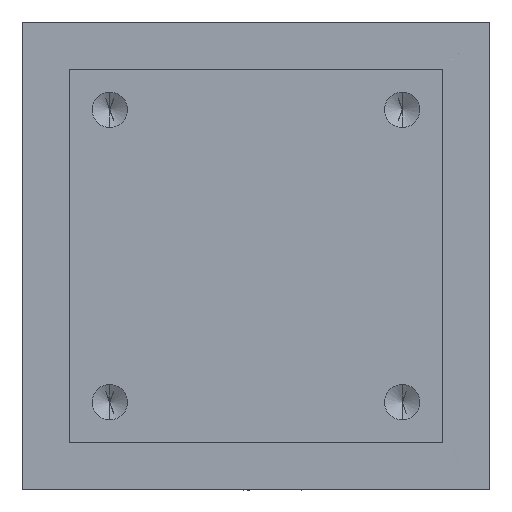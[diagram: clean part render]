
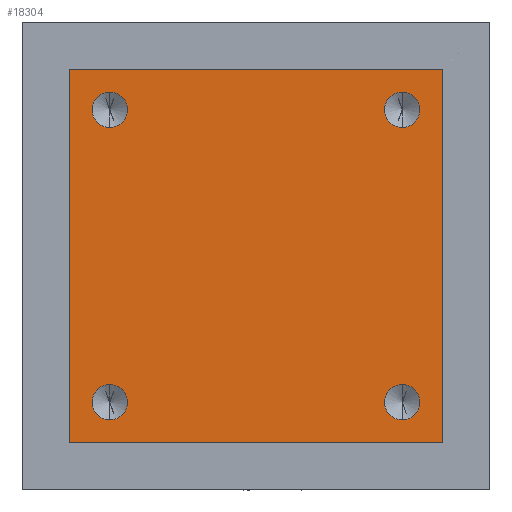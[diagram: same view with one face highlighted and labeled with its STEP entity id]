
A CAD part, front view. The second image highlights one B-rep face of the part: STEP entity #18304.
In plain terms, the highlighted planar face has unit normal (0, -1, 0).
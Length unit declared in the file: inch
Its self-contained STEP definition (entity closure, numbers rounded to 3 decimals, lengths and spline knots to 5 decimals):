
#473 = CIRCLE ( 'NONE', #21215, 0.068 ) ;
#479 = VERTEX_POINT ( 'NONE', #8785 ) ;
#1554 = ORIENTED_EDGE ( 'NONE', *, *, #17199, .F. ) ;
#1648 = AXIS2_PLACEMENT_3D ( 'NONE', #29046, #14773, #23651 ) ;
#1688 = FACE_OUTER_BOUND ( 'NONE', #36138, .T. ) ;
#2049 = DIRECTION ( 'NONE',  ( 0., 0., 1. ) ) ;
#2058 = VERTEX_POINT ( 'NONE', #22644 ) ;
#3489 = DIRECTION ( 'NONE',  ( 0., 0., -1. ) ) ;
#4114 = DIRECTION ( 'NONE',  ( 0., 0., -1. ) ) ;
#4910 = CARTESIAN_POINT ( 'NONE',  ( -0.5625, 0., -0.5625 ) ) ;
#5316 = AXIS2_PLACEMENT_3D ( 'NONE', #8964, #32163, #9156 ) ;
#5751 = EDGE_CURVE ( 'NONE', #28073, #27047, #8531, .T. ) ;
#5833 = EDGE_LOOP ( 'NONE', ( #22897, #22471 ) ) ;
#6423 = AXIS2_PLACEMENT_3D ( 'NONE', #22144, #8050, #21962 ) ;
#6900 = DIRECTION ( 'NONE',  ( 0., 0., -1. ) ) ;
#6912 = CARTESIAN_POINT ( 'NONE',  ( -0.5625, 0., 0.5625 ) ) ;
#7093 = PLANE ( 'NONE',  #28076 ) ;
#8050 = DIRECTION ( 'NONE',  ( 0., -1., 0. ) ) ;
#8221 = ORIENTED_EDGE ( 'NONE', *, *, #5751, .F. ) ;
#8272 = DIRECTION ( 'NONE',  ( 0., 0., -1. ) ) ;
#8310 = ORIENTED_EDGE ( 'NONE', *, *, #22929, .F. ) ;
#8531 = LINE ( 'NONE', #16691, #32436 ) ;
#8785 = CARTESIAN_POINT ( 'NONE',  ( -0.5625, 0., 0.6305 ) ) ;
#8801 = CARTESIAN_POINT ( 'NONE',  ( 0.5625, 0., 0.4945 ) ) ;
#8964 = CARTESIAN_POINT ( 'NONE',  ( -0.5625, 0., -0.5625 ) ) ;
#9156 = DIRECTION ( 'NONE',  ( 0., 0., -1. ) ) ;
#9684 = CARTESIAN_POINT ( 'NONE',  ( -0.5625, 0., 0.5625 ) ) ;
#9874 = FACE_BOUND ( 'NONE', #17884, .T. ) ;
#10212 = VECTOR ( 'NONE', #36274, 39.37008 ) ;
#10781 = CARTESIAN_POINT ( 'NONE',  ( 0.5625, 0., -0.4945 ) ) ;
#11675 = DIRECTION ( 'NONE',  ( 0., -1., 0. ) ) ;
#12576 = CARTESIAN_POINT ( 'NONE',  ( 0.718, 0., 0.718 ) ) ;
#13114 = ORIENTED_EDGE ( 'NONE', *, *, #23111, .F. ) ;
#13398 = CARTESIAN_POINT ( 'NONE',  ( 0., 0., 0. ) ) ;
#13618 = CIRCLE ( 'NONE', #5316, 0.068 ) ;
#13647 = CARTESIAN_POINT ( 'NONE',  ( 0.718, 0., 0.718 ) ) ;
#14393 = AXIS2_PLACEMENT_3D ( 'NONE', #15353, #32062, #15698 ) ;
#14773 = DIRECTION ( 'NONE',  ( 0., -1., 0. ) ) ;
#14918 = ORIENTED_EDGE ( 'NONE', *, *, #17034, .F. ) ;
#15076 = EDGE_CURVE ( 'NONE', #2058, #17665, #33083, .T. ) ;
#15353 = CARTESIAN_POINT ( 'NONE',  ( 0.5625, 0., 0.5625 ) ) ;
#15377 = EDGE_LOOP ( 'NONE', ( #28830, #20100 ) ) ;
#15698 = DIRECTION ( 'NONE',  ( 0., 0., -1. ) ) ;
#16150 = AXIS2_PLACEMENT_3D ( 'NONE', #9684, #23608, #18217 ) ;
#16415 = LINE ( 'NONE', #13647, #10212 ) ;
#16691 = CARTESIAN_POINT ( 'NONE',  ( -0.718, 0., 0.718 ) ) ;
#16758 = EDGE_CURVE ( 'NONE', #24270, #26775, #473, .T. ) ;
#16948 = DIRECTION ( 'NONE',  ( -1., 0., 0. ) ) ;
#17034 = EDGE_CURVE ( 'NONE', #34244, #19088, #28319, .T. ) ;
#17124 = VERTEX_POINT ( 'NONE', #27526 ) ;
#17199 = EDGE_CURVE ( 'NONE', #17124, #28073, #19730, .T. ) ;
#17665 = VERTEX_POINT ( 'NONE', #10781 ) ;
#17884 = EDGE_LOOP ( 'NONE', ( #13114, #14918 ) ) ;
#18034 = LINE ( 'NONE', #36157, #26842 ) ;
#18217 = DIRECTION ( 'NONE',  ( 0., 0., -1. ) ) ;
#18229 = DIRECTION ( 'NONE',  ( 0., 1., 0. ) ) ;
#18304 = ADVANCED_FACE ( 'NONE', ( #21732, #9874, #35298, #18952, #1688 ), #7093, .F. ) ;
#18309 = EDGE_CURVE ( 'NONE', #479, #35936, #29883, .T. ) ;
#18684 = CARTESIAN_POINT ( 'NONE',  ( -0.5625, 0., 0.4945 ) ) ;
#18819 = EDGE_CURVE ( 'NONE', #17665, #2058, #32281, .T. ) ;
#18952 = FACE_BOUND ( 'NONE', #15377, .T. ) ;
#19029 = DIRECTION ( 'NONE',  ( 0., -1., 0. ) ) ;
#19088 = VERTEX_POINT ( 'NONE', #8801 ) ;
#19730 = LINE ( 'NONE', #28086, #31937 ) ;
#20100 = ORIENTED_EDGE ( 'NONE', *, *, #18309, .F. ) ;
#20387 = CARTESIAN_POINT ( 'NONE',  ( 0.5625, 0., -0.5625 ) ) ;
#21010 = DIRECTION ( 'NONE',  ( 0., -1., 0. ) ) ;
#21215 = AXIS2_PLACEMENT_3D ( 'NONE', #4910, #19029, #8272 ) ;
#21732 = FACE_BOUND ( 'NONE', #35962, .T. ) ;
#21962 = DIRECTION ( 'NONE',  ( 0., 0., -1. ) ) ;
#22144 = CARTESIAN_POINT ( 'NONE',  ( 0.5625, 0., -0.5625 ) ) ;
#22471 = ORIENTED_EDGE ( 'NONE', *, *, #18819, .F. ) ;
#22644 = CARTESIAN_POINT ( 'NONE',  ( 0.5625, 0., -0.6305 ) ) ;
#22897 = ORIENTED_EDGE ( 'NONE', *, *, #15076, .F. ) ;
#22929 = EDGE_CURVE ( 'NONE', #27047, #35903, #16415, .T. ) ;
#22990 = CARTESIAN_POINT ( 'NONE',  ( -0.718, 0., 0.718 ) ) ;
#23111 = EDGE_CURVE ( 'NONE', #19088, #34244, #31601, .T. ) ;
#23608 = DIRECTION ( 'NONE',  ( 0., -1., 0. ) ) ;
#23651 = DIRECTION ( 'NONE',  ( 0., 0., -1. ) ) ;
#24270 = VERTEX_POINT ( 'NONE', #36712 ) ;
#25282 = ORIENTED_EDGE ( 'NONE', *, *, #33178, .F. ) ;
#26184 = CARTESIAN_POINT ( 'NONE',  ( -0.5625, 0., -0.6305 ) ) ;
#26331 = AXIS2_PLACEMENT_3D ( 'NONE', #20387, #11675, #3489 ) ;
#26775 = VERTEX_POINT ( 'NONE', #26184 ) ;
#26842 = VECTOR ( 'NONE', #6900, 39.37008 ) ;
#27047 = VERTEX_POINT ( 'NONE', #22990 ) ;
#27526 = CARTESIAN_POINT ( 'NONE',  ( 0.718, 0., -0.718 ) ) ;
#28019 = DIRECTION ( 'NONE',  ( 0., 0., 1. ) ) ;
#28073 = VERTEX_POINT ( 'NONE', #29490 ) ;
#28076 = AXIS2_PLACEMENT_3D ( 'NONE', #13398, #18229, #2049 ) ;
#28086 = CARTESIAN_POINT ( 'NONE',  ( 0.718, 0., -0.718 ) ) ;
#28319 = CIRCLE ( 'NONE', #1648, 0.068 ) ;
#28659 = ORIENTED_EDGE ( 'NONE', *, *, #34084, .F. ) ;
#28830 = ORIENTED_EDGE ( 'NONE', *, *, #31737, .F. ) ;
#29046 = CARTESIAN_POINT ( 'NONE',  ( 0.5625, 0., 0.5625 ) ) ;
#29490 = CARTESIAN_POINT ( 'NONE',  ( -0.718, 0., -0.718 ) ) ;
#29883 = CIRCLE ( 'NONE', #34636, 0.068 ) ;
#31601 = CIRCLE ( 'NONE', #14393, 0.068 ) ;
#31737 = EDGE_CURVE ( 'NONE', #35936, #479, #32184, .T. ) ;
#31937 = VECTOR ( 'NONE', #16948, 39.37008 ) ;
#32062 = DIRECTION ( 'NONE',  ( 0., -1., 0. ) ) ;
#32163 = DIRECTION ( 'NONE',  ( 0., -1., 0. ) ) ;
#32184 = CIRCLE ( 'NONE', #16150, 0.068 ) ;
#32281 = CIRCLE ( 'NONE', #26331, 0.068 ) ;
#32436 = VECTOR ( 'NONE', #28019, 39.37008 ) ;
#33083 = CIRCLE ( 'NONE', #6423, 0.068 ) ;
#33178 = EDGE_CURVE ( 'NONE', #35903, #17124, #18034, .T. ) ;
#34084 = EDGE_CURVE ( 'NONE', #26775, #24270, #13618, .T. ) ;
#34244 = VERTEX_POINT ( 'NONE', #35294 ) ;
#34611 = ORIENTED_EDGE ( 'NONE', *, *, #16758, .F. ) ;
#34636 = AXIS2_PLACEMENT_3D ( 'NONE', #6912, #21010, #4114 ) ;
#35294 = CARTESIAN_POINT ( 'NONE',  ( 0.5625, 0., 0.6305 ) ) ;
#35298 = FACE_BOUND ( 'NONE', #5833, .T. ) ;
#35903 = VERTEX_POINT ( 'NONE', #12576 ) ;
#35936 = VERTEX_POINT ( 'NONE', #18684 ) ;
#35962 = EDGE_LOOP ( 'NONE', ( #28659, #34611 ) ) ;
#36138 = EDGE_LOOP ( 'NONE', ( #8221, #1554, #25282, #8310 ) ) ;
#36157 = CARTESIAN_POINT ( 'NONE',  ( 0.718, 0., 0.718 ) ) ;
#36274 = DIRECTION ( 'NONE',  ( 1., 0., 0. ) ) ;
#36712 = CARTESIAN_POINT ( 'NONE',  ( -0.5625, 0., -0.4945 ) ) ;
